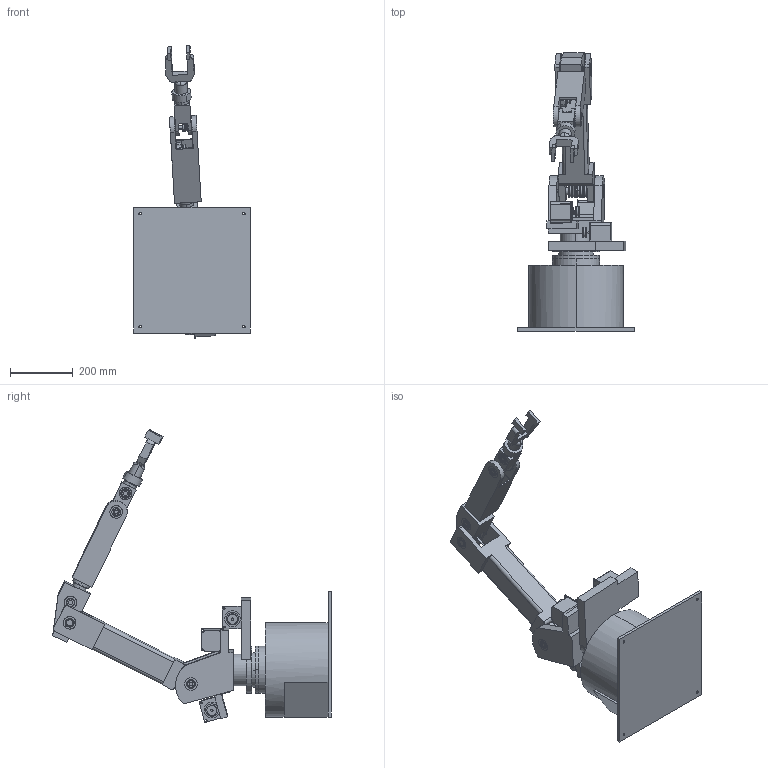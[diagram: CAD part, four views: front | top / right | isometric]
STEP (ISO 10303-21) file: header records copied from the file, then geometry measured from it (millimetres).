
FILE_DESCRIPTION((''),'2;1');
FILE_NAME('11_ASM','2025-12-02T04:12:09',('yazo_'),(''),'CREO PARAMETRIC BY PTC INC, 2024063','CREO PARAMETRIC BY PTC INC, 2024063','');
FILE_SCHEMA(('CONFIG_CONTROL_DESIGN'));
Length unit declared in the file: millimetre
Products named in the file (31): BASE_PLATE; LINK_FIRST; BEARING; SECOND_LINK; BEARNING3; LINK3; BELTMECH_ASM; LINK_FOUR; LINK_FIVE; LINK_SIX; PULLEY_2ND; BELT2_31; PULLY2_3_ATTACHMENT; MOTOR_NEMA23; MOTOR_GEAR1; NEMA34; GEAR1; SUBMOTOR_GEAR2_ASM; GEAR3; BEARING_BASE1; GRIPPER1; BEARNING4; GEAR_FOR_LINK4_5; BEVEL_GEAR1; PULLEY_2ND5; MOTOR_NEMA17; MOTOR_GEAR17; BEARNING6; GEAR_FOR_LINK5_6; BEVEL_GEAR; 11_ASM
Assembly tree (51 placements, depth 3):
  11_ASM
    BASE_PLATE
    LINK_FIRST
    BEARING  x4
    SECOND_LINK
    BEARNING3  x2
    LINK3
    BELTMECH_ASM
    LINK_FOUR
    LINK_FIVE
    LINK_SIX
    PULLEY_2ND  x5
    BELT2_31
    PULLY2_3_ATTACHMENT  x2
    MOTOR_NEMA23  x3
    MOTOR_GEAR1  x3
    SUBMOTOR_GEAR2_ASM
      NEMA34
      GEAR1
    GEAR3
    BEARING_BASE1
    GRIPPER1
    BEARNING4  x5
    GEAR_FOR_LINK4_5
    BEVEL_GEAR1
    PULLEY_2ND5  x2
    MOTOR_NEMA17  x2
    MOTOR_GEAR17  x2
    BEARNING6  x2
    GEAR_FOR_LINK5_6
    BEVEL_GEAR
Bounding box: 370 x 885.88 x 933.01 mm (x, y, z)
Volume: 16517722.1 mm3; surface area: 2089145 mm2
Topology: 68 solids, 68 shells, 1912 faces, 4852 edges, 3153 vertices
Faces by surface type: plane 833, cylinder 783, cone 138, bspline 102, torus 56
Entity records: 54395 total; most frequent: CARTESIAN_POINT 17298, ORIENTED_EDGE 7884, DIRECTION 7293, EDGE_CURVE 3942, AXIS2_PLACEMENT_3D 2752, VERTEX_POINT 2567, VECTOR 1789, LINE 1789
